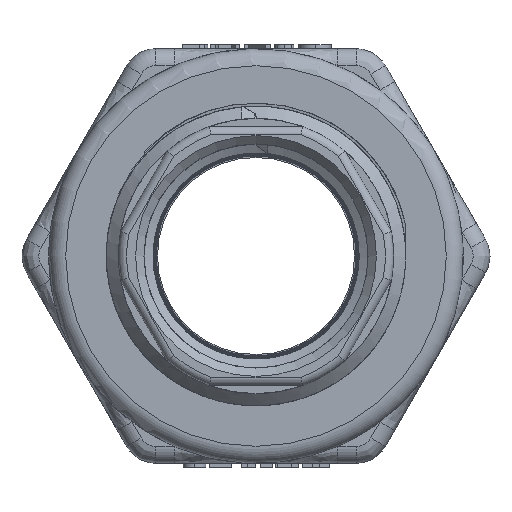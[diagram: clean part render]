
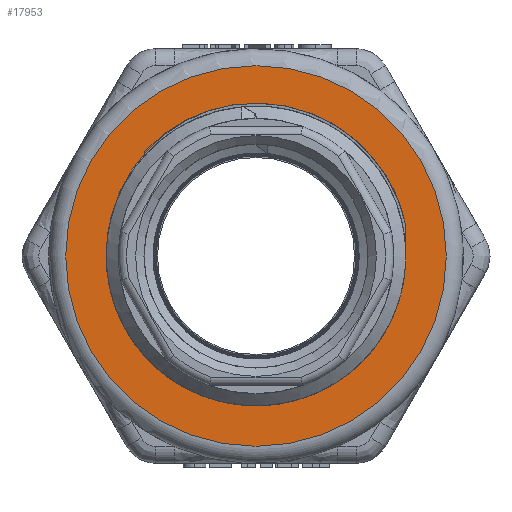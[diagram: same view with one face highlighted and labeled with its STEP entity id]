
A CAD part, front view. The second image highlights one B-rep face of the part: STEP entity #17953.
In plain terms, the highlighted face is planar.
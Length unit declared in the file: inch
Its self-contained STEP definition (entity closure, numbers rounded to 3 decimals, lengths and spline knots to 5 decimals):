
#16932=CARTESIAN_POINT('',(1.0267,0.68,0.26361));
#16933=VERTEX_POINT('',#16932);
#16998=CARTESIAN_POINT('',(1.11079,0.68,-0.2207));
#16999=VERTEX_POINT('',#16998);
#17000=CARTESIAN_POINT('',(1.0267,0.68,0.26361));
#17001=CARTESIAN_POINT('',(1.09157,0.68,0.11145));
#17002=CARTESIAN_POINT('',(1.11965,0.68,-0.05549));
#17003=CARTESIAN_POINT('',(1.11085,0.68,-0.22072));
#17004=B_SPLINE_CURVE_WITH_KNOTS('',3,(#17000,#17001,#17002,#17003),.UNSPECIFIED.,.F.,.U.,(4,4),(-1.26112,0.0),.UNSPECIFIED.);
#17005=EDGE_CURVE('',#16933,#16999,#17004,.T.);
#17089=CARTESIAN_POINT('',(0.77271,0.68,0.72562));
#17090=VERTEX_POINT('',#17089);
#17156=CARTESIAN_POINT('',(0.,0.68,0.));
#17157=DIRECTION('',(0.0,1.0,0.0));
#17158=DIRECTION('',(-1.0,0.0,0.0));
#17159=AXIS2_PLACEMENT_3D('',#17156,#17157,#17158);
#17160=CIRCLE('',#17159,1.06);
#17161=EDGE_CURVE('',#17090,#16933,#17160,.T.);
#17490=CARTESIAN_POINT('',(-0.34996,0.68,-1.07707));
#17491=VERTEX_POINT('',#17490);
#17694=CARTESIAN_POINT('',(-0.34996,0.68,-1.07707));
#17695=CARTESIAN_POINT('',(-0.52619,0.68,-1.01637));
#17696=CARTESIAN_POINT('',(-0.68653,0.68,-0.91173));
#17697=CARTESIAN_POINT('',(-0.81256,0.68,-0.77479));
#17698=CARTESIAN_POINT('',(-0.93767,0.68,-0.63886));
#17699=CARTESIAN_POINT('',(-1.02821,0.68,-0.47187));
#17700=CARTESIAN_POINT('',(-1.07359,0.68,-0.29315));
#17701=CARTESIAN_POINT('',(-1.11861,0.68,-0.11586));
#17702=CARTESIAN_POINT('',(-1.11892,0.68,0.07283));
#17703=CARTESIAN_POINT('',(-1.07438,0.68,0.24983));
#17704=CARTESIAN_POINT('',(-1.03022,0.68,0.42532));
#17705=CARTESIAN_POINT('',(-0.94167,0.68,0.5902));
#17706=CARTESIAN_POINT('',(-0.81933,0.68,0.72373));
#17707=CARTESIAN_POINT('',(-0.71109,0.68,0.84187));
#17708=CARTESIAN_POINT('',(-0.57626,0.68,0.93577));
#17709=CARTESIAN_POINT('',(-0.42773,0.68,0.99646));
#17710=CARTESIAN_POINT('',(-0.40994,0.68,1.00373));
#17711=CARTESIAN_POINT('',(-0.39195,0.68,1.01052));
#17712=CARTESIAN_POINT('',(-0.37376,0.68,1.01683));
#17713=CARTESIAN_POINT('',(-0.22332,0.68,1.06901));
#17714=CARTESIAN_POINT('',(-0.06216,0.68,1.08722));
#17715=CARTESIAN_POINT('',(0.09581,0.68,1.07026));
#17716=CARTESIAN_POINT('',(0.11488,0.68,1.06821));
#17717=CARTESIAN_POINT('',(0.13387,0.68,1.06565));
#17718=CARTESIAN_POINT('',(0.15277,0.68,1.06257));
#17719=CARTESIAN_POINT('',(0.32675,0.68,1.03426));
#17720=CARTESIAN_POINT('',(0.49391,0.68,0.96198));
#17721=CARTESIAN_POINT('',(0.63336,0.68,0.85452));
#17722=CARTESIAN_POINT('',(0.68345,0.68,0.81592));
#17723=CARTESIAN_POINT('',(0.73005,0.68,0.77276));
#17724=CARTESIAN_POINT('',(0.77265,0.68,0.72559));
#17725=B_SPLINE_CURVE_WITH_KNOTS('',3,(#17694,#17695,#17696,#17697,#17698,#17699,#17700,#17701,#17702,#17703,#17704,#17705,#17706,#17707,#17708,#17709,#17710,#17711,#17712,#17713,#17714,#17715,#17716,#17717,#17718,#17719,#17720,#17721,#17722,#17723,#17724),.UNSPECIFIED.,.F.,.U.,(4,3,3,3,3,3,3,3,3,3,4),(-10.17133,-8.75291,-7.34499,-5.94836,-4.56375,-3.33867,-3.19197,-1.97883,-1.83236,-0.48421,0.0),.UNSPECIFIED.);
#17726=EDGE_CURVE('',#17491,#17090,#17725,.T.);
#17737=CARTESIAN_POINT('',(-1.41,0.68,0.));
#17738=VERTEX_POINT('',#17737);
#17739=CARTESIAN_POINT('',(0.,0.68,0.));
#17740=DIRECTION('',(0.0,-1.0,0.0));
#17741=DIRECTION('',(1.0,0.0,0.0));
#17742=AXIS2_PLACEMENT_3D('',#17739,#17740,#17741);
#17743=CIRCLE('',#17742,1.41);
#17744=EDGE_CURVE('',#17738,#17738,#17743,.T.);
#17933=CARTESIAN_POINT('',(0.,0.68,0.));
#17934=DIRECTION('',(0.0,-1.0,0.0));
#17935=DIRECTION('',(0.0,0.0,-1.0));
#17936=AXIS2_PLACEMENT_3D('',#17933,#17934,#17935);
#17937=PLANE('',#17936);
#17938=ORIENTED_EDGE('',*,*,#17744,.F.);
#17939=EDGE_LOOP('',(#17938));
#17940=FACE_OUTER_BOUND('',#17939,.T.);
#17941=CARTESIAN_POINT('',(0.,0.68,0.));
#17942=DIRECTION('',(0.0,-1.0,0.0));
#17943=DIRECTION('',(1.0,0.0,0.0));
#17944=AXIS2_PLACEMENT_3D('',#17941,#17942,#17943);
#17945=CIRCLE('',#17944,1.1325);
#17946=EDGE_CURVE('',#17491,#16999,#17945,.T.);
#17947=ORIENTED_EDGE('',*,*,#17946,.T.);
#17948=ORIENTED_EDGE('',*,*,#17005,.F.);
#17949=ORIENTED_EDGE('',*,*,#17161,.F.);
#17950=ORIENTED_EDGE('',*,*,#17726,.F.);
#17951=EDGE_LOOP('',(#17947,#17948,#17949,#17950));
#17952=FACE_BOUND('',#17951,.T.);
#17953=ADVANCED_FACE('',(#17940,#17952),#17937,.F.);
